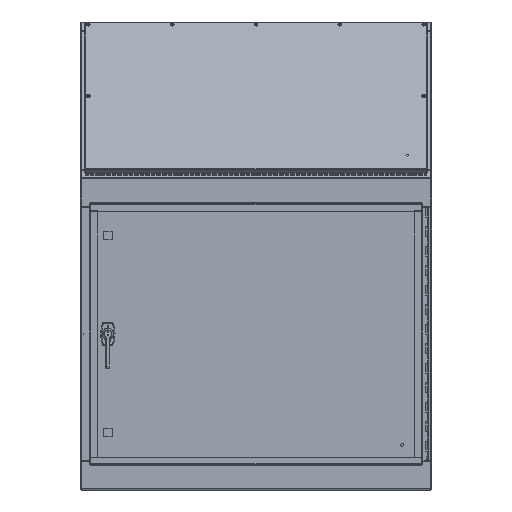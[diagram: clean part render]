
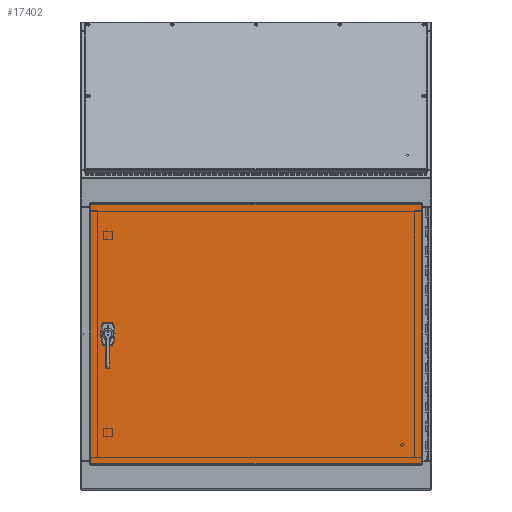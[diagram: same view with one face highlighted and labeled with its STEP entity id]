
A CAD part, front view. The second image highlights one B-rep face of the part: STEP entity #17402.
In plain terms, the highlighted planar face has unit normal (0, -1, 0).
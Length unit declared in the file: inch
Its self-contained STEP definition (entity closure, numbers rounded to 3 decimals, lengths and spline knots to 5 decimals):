
#722 = ORIENTED_EDGE ( 'NONE', *, *, #58006, .T. ) ;
#1137 = CARTESIAN_POINT ( 'NONE',  ( -16.9545, -10.163, -21.33 ) ) ;
#2742 = CARTESIAN_POINT ( 'NONE',  ( -15.1875, -10.163, -8.0005 ) ) ;
#3015 = DIRECTION ( 'NONE',  ( 0., 1., 0. ) ) ;
#6054 = DIRECTION ( 'NONE',  ( 0., 0., -1. ) ) ;
#6107 = VERTEX_POINT ( 'NONE', #79427 ) ;
#8331 = CARTESIAN_POINT ( 'NONE',  ( -15.1875, -10.163, -7.2505 ) ) ;
#8705 = LINE ( 'NONE', #29272, #45317 ) ;
#9380 = CIRCLE ( 'NONE', #35937, 0.46875 ) ;
#9867 = VERTEX_POINT ( 'NONE', #41236 ) ;
#10932 = EDGE_CURVE ( 'NONE', #9867, #10999, #9380, .T. ) ;
#10999 = VERTEX_POINT ( 'NONE', #30737 ) ;
#12191 = CARTESIAN_POINT ( 'NONE',  ( -17.0625, -10.163, -21.33 ) ) ;
#12326 = EDGE_CURVE ( 'NONE', #6107, #47633, #20457, .T. ) ;
#12594 = AXIS2_PLACEMENT_3D ( 'NONE', #48695, #60936, #55250 ) ;
#12918 = ORIENTED_EDGE ( 'NONE', *, *, #80529, .T. ) ;
#13886 = CARTESIAN_POINT ( 'NONE',  ( -17.0625, -10.163, 5.329 ) ) ;
#14273 = DIRECTION ( 'NONE',  ( 0., -1., 0. ) ) ;
#16015 = EDGE_CURVE ( 'NONE', #57372, #24846, #59015, .T. ) ;
#17402 = ADVANCED_FACE ( 'NONE', ( #28247, #29104, #75049, #49254 ), #54933, .T. ) ;
#18014 = CIRCLE ( 'NONE', #51539, 0.46875 ) ;
#19771 = VERTEX_POINT ( 'NONE', #40284 ) ;
#20270 = CIRCLE ( 'NONE', #28707, 0.109 ) ;
#20457 = LINE ( 'NONE', #13886, #24862 ) ;
#22365 = DIRECTION ( 'NONE',  ( 0., 0., -1. ) ) ;
#24846 = VERTEX_POINT ( 'NONE', #30592 ) ;
#24862 = VECTOR ( 'NONE', #40565, 39.37008 ) ;
#25549 = CARTESIAN_POINT ( 'NONE',  ( -15.1875, -10.163, -8.6415 ) ) ;
#27470 = CARTESIAN_POINT ( 'NONE',  ( -15.1875, -10.163, -7.2505 ) ) ;
#27570 = CARTESIAN_POINT ( 'NONE',  ( -15.1875, -10.163, -8.0005 ) ) ;
#28247 = FACE_BOUND ( 'NONE', #29792, .T. ) ;
#28707 = AXIS2_PLACEMENT_3D ( 'NONE', #27470, #54163, #6054 ) ;
#29104 = FACE_BOUND ( 'NONE', #32665, .T. ) ;
#29272 = CARTESIAN_POINT ( 'NONE',  ( 16.9545, -10.163, -21.438 ) ) ;
#29700 = DIRECTION ( 'NONE',  ( 0., 0., -1. ) ) ;
#29792 = EDGE_LOOP ( 'NONE', ( #76294, #56324 ) ) ;
#30592 = CARTESIAN_POINT ( 'NONE',  ( 16.9545, -10.163, -21.33 ) ) ;
#30647 = VECTOR ( 'NONE', #31274, 39.37008 ) ;
#30737 = CARTESIAN_POINT ( 'NONE',  ( -15.1875, -10.163, -7.53175 ) ) ;
#31274 = DIRECTION ( 'NONE',  ( 0., 0., -1. ) ) ;
#32665 = EDGE_LOOP ( 'NONE', ( #53103, #55699 ) ) ;
#35670 = VERTEX_POINT ( 'NONE', #63708 ) ;
#35937 = AXIS2_PLACEMENT_3D ( 'NONE', #2742, #82806, #75828 ) ;
#36084 = CARTESIAN_POINT ( 'NONE',  ( -16.9545, -10.163, -21.438 ) ) ;
#36246 = VECTOR ( 'NONE', #79105, 39.37008 ) ;
#40284 = CARTESIAN_POINT ( 'NONE',  ( -15.1875, -10.163, -7.3595 ) ) ;
#40503 = CIRCLE ( 'NONE', #12594, 0.109 ) ;
#40565 = DIRECTION ( 'NONE',  ( -1., 0., 0. ) ) ;
#41236 = CARTESIAN_POINT ( 'NONE',  ( -15.1875, -10.163, -8.46925 ) ) ;
#41907 = CARTESIAN_POINT ( 'NONE',  ( -16.9545, -10.163, 5.329 ) ) ;
#43631 = CIRCLE ( 'NONE', #67314, 0.109 ) ;
#44414 = LINE ( 'NONE', #36084, #30647 ) ;
#45317 = VECTOR ( 'NONE', #76091, 39.37008 ) ;
#45578 = DIRECTION ( 'NONE',  ( 0., 0., -1. ) ) ;
#46256 = AXIS2_PLACEMENT_3D ( 'NONE', #75926, #14273, #81597 ) ;
#47133 = EDGE_CURVE ( 'NONE', #24846, #6107, #8705, .T. ) ;
#47633 = VERTEX_POINT ( 'NONE', #41907 ) ;
#48610 = DIRECTION ( 'NONE',  ( 0., 1., 0. ) ) ;
#48695 = CARTESIAN_POINT ( 'NONE',  ( -15.1875, -10.163, -8.7505 ) ) ;
#49254 = FACE_BOUND ( 'NONE', #64683, .T. ) ;
#49354 = AXIS2_PLACEMENT_3D ( 'NONE', #8331, #48610, #22365 ) ;
#51539 = AXIS2_PLACEMENT_3D ( 'NONE', #27570, #65673, #45578 ) ;
#53103 = ORIENTED_EDGE ( 'NONE', *, *, #72368, .T. ) ;
#54163 = DIRECTION ( 'NONE',  ( 0., 1., 0. ) ) ;
#54933 = PLANE ( 'NONE',  #46256 ) ;
#55241 = EDGE_CURVE ( 'NONE', #10999, #9867, #18014, .T. ) ;
#55250 = DIRECTION ( 'NONE',  ( 0., 0., -1. ) ) ;
#55699 = ORIENTED_EDGE ( 'NONE', *, *, #75003, .T. ) ;
#56324 = ORIENTED_EDGE ( 'NONE', *, *, #55241, .T. ) ;
#56343 = CIRCLE ( 'NONE', #49354, 0.109 ) ;
#56696 = CARTESIAN_POINT ( 'NONE',  ( -15.1875, -10.163, -7.1415 ) ) ;
#57372 = VERTEX_POINT ( 'NONE', #1137 ) ;
#57507 = VERTEX_POINT ( 'NONE', #56696 ) ;
#58006 = EDGE_CURVE ( 'NONE', #35670, #69998, #40503, .T. ) ;
#59015 = LINE ( 'NONE', #12191, #36246 ) ;
#59889 = EDGE_CURVE ( 'NONE', #69998, #35670, #43631, .T. ) ;
#60493 = ORIENTED_EDGE ( 'NONE', *, *, #47133, .T. ) ;
#60936 = DIRECTION ( 'NONE',  ( 0., 1., 0. ) ) ;
#61335 = ORIENTED_EDGE ( 'NONE', *, *, #16015, .T. ) ;
#62944 = CARTESIAN_POINT ( 'NONE',  ( -15.1875, -10.163, -8.7505 ) ) ;
#63708 = CARTESIAN_POINT ( 'NONE',  ( -15.1875, -10.163, -8.8595 ) ) ;
#64683 = EDGE_LOOP ( 'NONE', ( #722, #79793 ) ) ;
#65673 = DIRECTION ( 'NONE',  ( 0., 1., 0. ) ) ;
#67314 = AXIS2_PLACEMENT_3D ( 'NONE', #62944, #3015, #29700 ) ;
#69998 = VERTEX_POINT ( 'NONE', #25549 ) ;
#70400 = EDGE_LOOP ( 'NONE', ( #12918, #61335, #60493, #85593 ) ) ;
#72368 = EDGE_CURVE ( 'NONE', #19771, #57507, #56343, .T. ) ;
#75003 = EDGE_CURVE ( 'NONE', #57507, #19771, #20270, .T. ) ;
#75049 = FACE_OUTER_BOUND ( 'NONE', #70400, .T. ) ;
#75828 = DIRECTION ( 'NONE',  ( 0., 0., -1. ) ) ;
#75926 = CARTESIAN_POINT ( 'NONE',  ( -17.0625, -10.163, -21.438 ) ) ;
#76091 = DIRECTION ( 'NONE',  ( 0., 0., 1. ) ) ;
#76294 = ORIENTED_EDGE ( 'NONE', *, *, #10932, .T. ) ;
#79105 = DIRECTION ( 'NONE',  ( 1., 0., 0. ) ) ;
#79427 = CARTESIAN_POINT ( 'NONE',  ( 16.9545, -10.163, 5.329 ) ) ;
#79793 = ORIENTED_EDGE ( 'NONE', *, *, #59889, .T. ) ;
#80529 = EDGE_CURVE ( 'NONE', #47633, #57372, #44414, .T. ) ;
#81597 = DIRECTION ( 'NONE',  ( 0., 0., -1. ) ) ;
#82806 = DIRECTION ( 'NONE',  ( 0., 1., 0. ) ) ;
#85593 = ORIENTED_EDGE ( 'NONE', *, *, #12326, .T. ) ;
